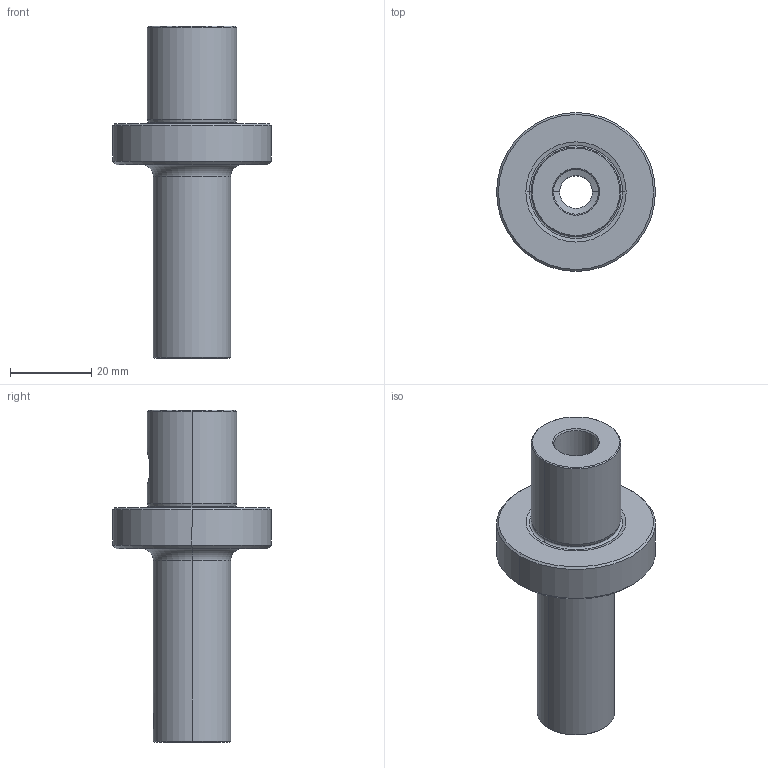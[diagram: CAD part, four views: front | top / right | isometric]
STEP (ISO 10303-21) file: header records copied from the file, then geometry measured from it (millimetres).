
FILE_DESCRIPTION(('no description'),'unknown implementation level');
FILE_NAME('36477F63-7747-4B22-9A95-A3867C83C0D2_export.stp',' ',('CIMSOURCE GmbH'),('CADClick - KiM GmbH - www.kimweb.de'),'unknown preprocess','ACIS','unknown authorization');
FILE_SCHEMA(('automotive_design'));
Length unit declared in the file: millimetre
Products named in the file (2): 332.410 Kaiser CK4 X CK1 X 75|690.431 Kaiser ETL M4 X 5 CK1_Standard;NONE; 332.410 Kaiser CK4 X CK1 X 75|332.410 Kaiser CK4 X CK1 X 75_Standard;NONE
Bounding box: 39 x 39 x 81.5 mm (x, y, z)
Volume: 28479 mm3; surface area: 10404.7 mm2
Topology: 2 solids, 2 shells, 95 faces, 220 edges, 129 vertices
Faces by surface type: cone 34, plane 28, cylinder 24, torus 6, bspline 3
Entity records: 5757 total; most frequent: CARTESIAN_POINT 1028, DIRECTION 491, STYLED_ITEM 444, PRESENTATION_STYLE_ASSIGNMENT 444, COLOUR_RGB 444, ORIENTED_EDGE 436, EDGE_CURVE 218, CURVE_STYLE 218
